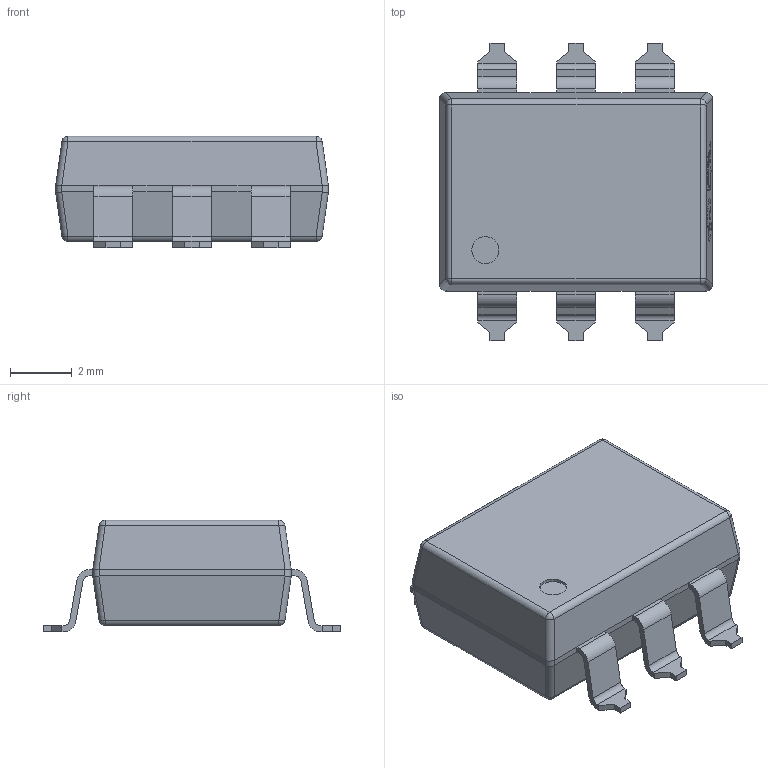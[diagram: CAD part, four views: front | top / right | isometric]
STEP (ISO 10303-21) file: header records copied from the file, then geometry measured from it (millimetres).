
FILE_DESCRIPTION (( 'STEP AP214' ), '1' );
FILE_NAME ('���19.STEP', '2023-01-03T08:30:10', ( '' ), ( '' ), 'SwSTEP 2.0', 'SolidWorks 2020', '' );
FILE_SCHEMA (( 'AUTOMOTIVE_DESIGN' ));
Length unit declared in the file: millimetre
Products named in the file (1): ���19
Bounding box: 8.8 x 9.6 x 3.6 mm (x, y, z)
Volume: 184.3 mm3; surface area: 243 mm2
Topology: 1 solids, 1 shells, 377 faces, 1017 edges, 662 vertices
Faces by surface type: plane 225, bspline 98, cylinder 46, sphere 8
Entity records: 16376 total; most frequent: CARTESIAN_POINT 3435, ORIENTED_EDGE 2034, DIRECTION 1429, EDGE_CURVE 1017, VECTOR 717, LINE 717, VERTEX_POINT 662, EDGE_LOOP 397
